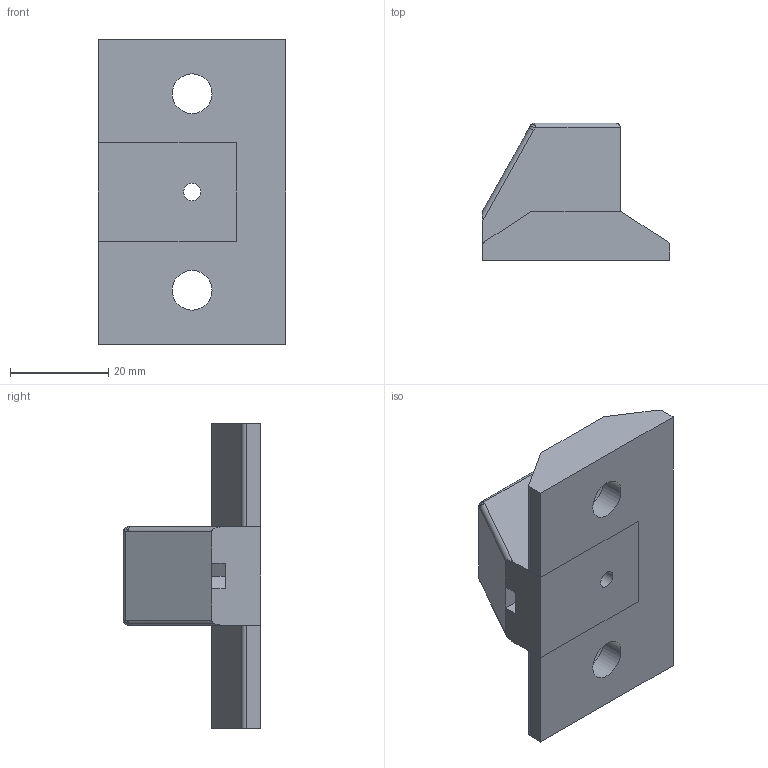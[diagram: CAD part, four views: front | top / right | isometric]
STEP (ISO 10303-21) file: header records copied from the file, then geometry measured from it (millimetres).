
FILE_DESCRIPTION(('FreeCAD Model'),'2;1');
FILE_NAME( 'y-idler-mount-hz.step', '2020-03-15T18:04:28',('Author'),(''), 'Open CASCADE STEP processor 7.3','FreeCAD','Unknown');
FILE_SCHEMA(('AUTOMOTIVE_DESIGN { 1 0 10303 214 1 1 1 1 }'));
Length unit declared in the file: millimetre
Products named in the file (1): y-idler-mount-hz
Bounding box: 38.15 x 28 x 62 mm (x, y, z)
Volume: 22839.6 mm3; surface area: 9393.1 mm2
Topology: 1 solids, 1 shells, 58 faces, 145 edges, 91 vertices
Faces by surface type: plane 33, cylinder 18, bspline 6, torus 1
Full cylindrical faces by diameter (mm): 3.5 x3, 6 x1, 8.1 x2, 17.25 x2
Entity records: 3991 total; most frequent: CARTESIAN_POINT 1121, DIRECTION 519, LINE 331, VECTOR 331, ORIENTED_EDGE 286, PCURVE 286, DEFINITIONAL_REPRESENTATION 286, EDGE_CURVE 143
